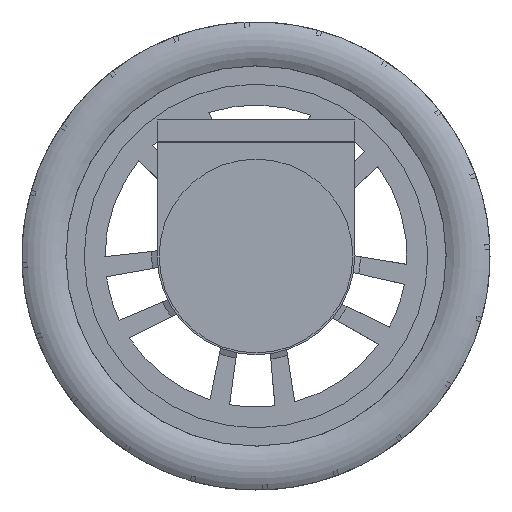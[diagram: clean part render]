
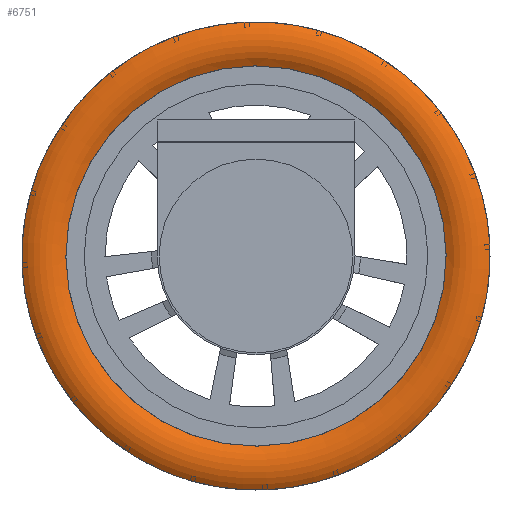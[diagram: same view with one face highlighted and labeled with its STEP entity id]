
A CAD part, front view. The second image highlights one B-rep face of the part: STEP entity #6751.
In plain terms, the highlighted toroidal (fillet/blend) face has major radius 29 mm and minor radius 5 mm.
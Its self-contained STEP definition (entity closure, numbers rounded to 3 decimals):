
#6751=ADVANCED_FACE('',(#12801,#12803),#12805,.T.);
#12801=FACE_BOUND('',#12802,.T.);
#12802=EDGE_LOOP('',(#19054,#19055,#19056,#19057,#19058,#19059,#19060,#19061,#19062,
#19063,#19064,#19065,#19066,#19067,#19068,#19069,#19070,#19071,#19072,#19073,#19074));
#12803=FACE_OUTER_BOUND('',#12804,.T.);
#12804=EDGE_LOOP('',(#19075));
#12805=TOROIDAL_SURFACE('',#12806,29.,5.);
#12806=AXIS2_PLACEMENT_3D('',#12807,#12808,#12809);
#12807=CARTESIAN_POINT('',(0.,-9.,0.));
#12808=DIRECTION('',(0.,-1.,-0.));
#12809=DIRECTION('',(1.,0.,0.));
#19054=ORIENTED_EDGE('',*,*,#20919,.T.);
#19055=ORIENTED_EDGE('',*,*,#20914,.T.);
#19056=ORIENTED_EDGE('',*,*,#20909,.T.);
#19057=ORIENTED_EDGE('',*,*,#20904,.T.);
#19058=ORIENTED_EDGE('',*,*,#20899,.T.);
#19059=ORIENTED_EDGE('',*,*,#20894,.T.);
#19060=ORIENTED_EDGE('',*,*,#20889,.T.);
#19061=ORIENTED_EDGE('',*,*,#20884,.T.);
#19062=ORIENTED_EDGE('',*,*,#20879,.T.);
#19063=ORIENTED_EDGE('',*,*,#20874,.T.);
#19064=ORIENTED_EDGE('',*,*,#20869,.T.);
#19065=ORIENTED_EDGE('',*,*,#20864,.T.);
#19066=ORIENTED_EDGE('',*,*,#20859,.T.);
#19067=ORIENTED_EDGE('',*,*,#20854,.T.);
#19068=ORIENTED_EDGE('',*,*,#20849,.T.);
#19069=ORIENTED_EDGE('',*,*,#20844,.T.);
#19070=ORIENTED_EDGE('',*,*,#20839,.T.);
#19071=ORIENTED_EDGE('',*,*,#20834,.T.);
#19072=ORIENTED_EDGE('',*,*,#20829,.T.);
#19073=ORIENTED_EDGE('',*,*,#20824,.T.);
#19074=ORIENTED_EDGE('',*,*,#20819,.T.);
#19075=ORIENTED_EDGE('',*,*,#21794,.F.);
#20819=EDGE_CURVE('',#23891,#23892,#23893,.T.);
#20824=EDGE_CURVE('',#23901,#23891,#23902,.T.);
#20829=EDGE_CURVE('',#23910,#23901,#23911,.T.);
#20834=EDGE_CURVE('',#23919,#23910,#23920,.T.);
#20839=EDGE_CURVE('',#23928,#23919,#23929,.T.);
#20844=EDGE_CURVE('',#23937,#23928,#23938,.T.);
#20849=EDGE_CURVE('',#23946,#23937,#23947,.T.);
#20854=EDGE_CURVE('',#23955,#23946,#23956,.T.);
#20859=EDGE_CURVE('',#23964,#23955,#23965,.T.);
#20864=EDGE_CURVE('',#23973,#23964,#23974,.T.);
#20869=EDGE_CURVE('',#23982,#23973,#23983,.T.);
#20874=EDGE_CURVE('',#23991,#23982,#23992,.T.);
#20879=EDGE_CURVE('',#24000,#23991,#24001,.T.);
#20884=EDGE_CURVE('',#24009,#24000,#24010,.T.);
#20889=EDGE_CURVE('',#24018,#24009,#24019,.T.);
#20894=EDGE_CURVE('',#24027,#24018,#24028,.T.);
#20899=EDGE_CURVE('',#24036,#24027,#24037,.T.);
#20904=EDGE_CURVE('',#24045,#24036,#24046,.T.);
#20909=EDGE_CURVE('',#24054,#24045,#24055,.T.);
#20914=EDGE_CURVE('',#24063,#24054,#24064,.T.);
#20919=EDGE_CURVE('',#23892,#24063,#24072,.T.);
#21794=EDGE_CURVE('',#25427,#25427,#25428,.T.);
#23891=VERTEX_POINT('',#35379);
#23892=VERTEX_POINT('',#35380);
#23893=CIRCLE('',#35381,32.);
#23901=VERTEX_POINT('',#35462);
#23902=CIRCLE('',#35463,32.);
#23910=VERTEX_POINT('',#35545);
#23911=CIRCLE('',#35546,32.);
#23919=VERTEX_POINT('',#35628);
#23920=CIRCLE('',#35629,32.);
#23928=VERTEX_POINT('',#35710);
#23929=CIRCLE('',#35711,32.);
#23937=VERTEX_POINT('',#35792);
#23938=CIRCLE('',#35793,32.);
#23946=VERTEX_POINT('',#35874);
#23947=CIRCLE('',#35875,32.);
#23955=VERTEX_POINT('',#35957);
#23956=CIRCLE('',#35958,32.);
#23964=VERTEX_POINT('',#36040);
#23965=CIRCLE('',#36041,32.);
#23973=VERTEX_POINT('',#36122);
#23974=CIRCLE('',#36123,32.);
#23982=VERTEX_POINT('',#36204);
#23983=CIRCLE('',#36205,32.);
#23991=VERTEX_POINT('',#36286);
#23992=CIRCLE('',#36287,32.);
#24000=VERTEX_POINT('',#36369);
#24001=CIRCLE('',#36370,32.);
#24009=VERTEX_POINT('',#36452);
#24010=CIRCLE('',#36453,32.);
#24018=VERTEX_POINT('',#36534);
#24019=CIRCLE('',#36535,32.);
#24027=VERTEX_POINT('',#36616);
#24028=CIRCLE('',#36617,32.);
#24036=VERTEX_POINT('',#36698);
#24037=CIRCLE('',#36699,32.);
#24045=VERTEX_POINT('',#36781);
#24046=CIRCLE('',#36782,32.);
#24054=VERTEX_POINT('',#36864);
#24055=CIRCLE('',#36865,32.);
#24063=VERTEX_POINT('',#36946);
#24064=CIRCLE('',#36947,32.);
#24072=CIRCLE('',#37028,32.);
#25427=VERTEX_POINT('',#42339);
#25428=CIRCLE('',#42340,26.);
#35379=CARTESIAN_POINT('',(31.108,-13.,-7.502));
#35380=CARTESIAN_POINT('',(32.,-13.,0.));
#35381=AXIS2_PLACEMENT_3D('',#35382,#35383,#35384);
#35382=CARTESIAN_POINT('',(0.,-13.,0.));
#35383=DIRECTION('',(0.,-1.,0.));
#35384=DIRECTION('',(0.972,0.,-0.234));
#35462=CARTESIAN_POINT('',(27.267,-13.,-16.748));
#35463=AXIS2_PLACEMENT_3D('',#35464,#35465,#35466);
#35464=CARTESIAN_POINT('',(0.,-13.,0.));
#35465=DIRECTION('',(0.,-1.,0.));
#35466=DIRECTION('',(0.852,0.,-0.523));
#35545=CARTESIAN_POINT('',(20.757,-13.,-24.354));
#35546=AXIS2_PLACEMENT_3D('',#35547,#35548,#35549);
#35547=CARTESIAN_POINT('',(0.,-13.,0.));
#35548=DIRECTION('',(0.,-1.,0.));
#35549=DIRECTION('',(0.649,0.,-0.761));
#35628=CARTESIAN_POINT('',(12.216,-13.,-29.577));
#35629=AXIS2_PLACEMENT_3D('',#35630,#35631,#35632);
#35630=CARTESIAN_POINT('',(0.,-13.,0.));
#35631=DIRECTION('',(0.,-1.,0.));
#35632=DIRECTION('',(0.382,0.,-0.924));
#35710=CARTESIAN_POINT('',(2.478,-13.,-31.904));
#35711=AXIS2_PLACEMENT_3D('',#35712,#35713,#35714);
#35712=CARTESIAN_POINT('',(0.,-13.,0.));
#35713=DIRECTION('',(0.,-1.,0.));
#35714=DIRECTION('',(0.077,0.,-0.997));
#35792=CARTESIAN_POINT('',(-7.502,-13.,-31.108));
#35793=AXIS2_PLACEMENT_3D('',#35794,#35795,#35796);
#35794=CARTESIAN_POINT('',(0.,-13.,0.));
#35795=DIRECTION('',(0.,-1.,0.));
#35796=DIRECTION('',(-0.234,0.,-0.972));
#35874=CARTESIAN_POINT('',(-16.748,-13.,-27.267));
#35875=AXIS2_PLACEMENT_3D('',#35876,#35877,#35878);
#35876=CARTESIAN_POINT('',(0.,-13.,0.));
#35877=DIRECTION('',(0.,-1.,0.));
#35878=DIRECTION('',(-0.523,0.,-0.852));
#35957=CARTESIAN_POINT('',(-24.354,-13.,-20.757));
#35958=AXIS2_PLACEMENT_3D('',#35959,#35960,#35961);
#35959=CARTESIAN_POINT('',(0.,-13.,0.));
#35960=DIRECTION('',(0.,-1.,0.));
#35961=DIRECTION('',(-0.761,0.,-0.649));
#36040=CARTESIAN_POINT('',(-29.577,-13.,-12.216));
#36041=AXIS2_PLACEMENT_3D('',#36042,#36043,#36044);
#36042=CARTESIAN_POINT('',(0.,-13.,0.));
#36043=DIRECTION('',(0.,-1.,0.));
#36044=DIRECTION('',(-0.924,0.,-0.382));
#36122=CARTESIAN_POINT('',(-31.904,-13.,-2.478));
#36123=AXIS2_PLACEMENT_3D('',#36124,#36125,#36126);
#36124=CARTESIAN_POINT('',(0.,-13.,0.));
#36125=DIRECTION('',(0.,-1.,0.));
#36126=DIRECTION('',(-0.997,0.,-0.077));
#36204=CARTESIAN_POINT('',(-31.108,-13.,7.502));
#36205=AXIS2_PLACEMENT_3D('',#36206,#36207,#36208);
#36206=CARTESIAN_POINT('',(0.,-13.,0.));
#36207=DIRECTION('',(0.,-1.,0.));
#36208=DIRECTION('',(-0.972,0.,0.234));
#36286=CARTESIAN_POINT('',(-27.267,-13.,16.748));
#36287=AXIS2_PLACEMENT_3D('',#36288,#36289,#36290);
#36288=CARTESIAN_POINT('',(0.,-13.,0.));
#36289=DIRECTION('',(0.,-1.,0.));
#36290=DIRECTION('',(-0.852,0.,0.523));
#36369=CARTESIAN_POINT('',(-20.757,-13.,24.354));
#36370=AXIS2_PLACEMENT_3D('',#36371,#36372,#36373);
#36371=CARTESIAN_POINT('',(0.,-13.,0.));
#36372=DIRECTION('',(0.,-1.,0.));
#36373=DIRECTION('',(-0.649,0.,0.761));
#36452=CARTESIAN_POINT('',(-12.216,-13.,29.577));
#36453=AXIS2_PLACEMENT_3D('',#36454,#36455,#36456);
#36454=CARTESIAN_POINT('',(0.,-13.,0.));
#36455=DIRECTION('',(0.,-1.,0.));
#36456=DIRECTION('',(-0.382,0.,0.924));
#36534=CARTESIAN_POINT('',(-2.478,-13.,31.904));
#36535=AXIS2_PLACEMENT_3D('',#36536,#36537,#36538);
#36536=CARTESIAN_POINT('',(0.,-13.,0.));
#36537=DIRECTION('',(0.,-1.,0.));
#36538=DIRECTION('',(-0.077,0.,0.997));
#36616=CARTESIAN_POINT('',(7.502,-13.,31.108));
#36617=AXIS2_PLACEMENT_3D('',#36618,#36619,#36620);
#36618=CARTESIAN_POINT('',(0.,-13.,0.));
#36619=DIRECTION('',(0.,-1.,0.));
#36620=DIRECTION('',(0.234,0.,0.972));
#36698=CARTESIAN_POINT('',(16.748,-13.,27.267));
#36699=AXIS2_PLACEMENT_3D('',#36700,#36701,#36702);
#36700=CARTESIAN_POINT('',(0.,-13.,0.));
#36701=DIRECTION('',(0.,-1.,0.));
#36702=DIRECTION('',(0.523,0.,0.852));
#36781=CARTESIAN_POINT('',(24.354,-13.,20.757));
#36782=AXIS2_PLACEMENT_3D('',#36783,#36784,#36785);
#36783=CARTESIAN_POINT('',(0.,-13.,0.));
#36784=DIRECTION('',(0.,-1.,0.));
#36785=DIRECTION('',(0.761,0.,0.649));
#36864=CARTESIAN_POINT('',(29.577,-13.,12.216));
#36865=AXIS2_PLACEMENT_3D('',#36866,#36867,#36868);
#36866=CARTESIAN_POINT('',(0.,-13.,0.));
#36867=DIRECTION('',(0.,-1.,0.));
#36868=DIRECTION('',(0.924,0.,0.382));
#36946=CARTESIAN_POINT('',(31.904,-13.,2.478));
#36947=AXIS2_PLACEMENT_3D('',#36948,#36949,#36950);
#36948=CARTESIAN_POINT('',(0.,-13.,0.));
#36949=DIRECTION('',(0.,-1.,0.));
#36950=DIRECTION('',(0.997,0.,0.077));
#37028=AXIS2_PLACEMENT_3D('',#37029,#37030,#37031);
#37029=CARTESIAN_POINT('',(0.,-13.,0.));
#37030=DIRECTION('',(0.,-1.,0.));
#37031=DIRECTION('',(1.,0.,0.));
#42339=CARTESIAN_POINT('',(26.,-13.,0.));
#42340=AXIS2_PLACEMENT_3D('',#42341,#42342,#42343);
#42341=CARTESIAN_POINT('',(0.,-13.,0.));
#42342=DIRECTION('',(0.,-1.,-0.));
#42343=DIRECTION('',(1.,0.,0.));
